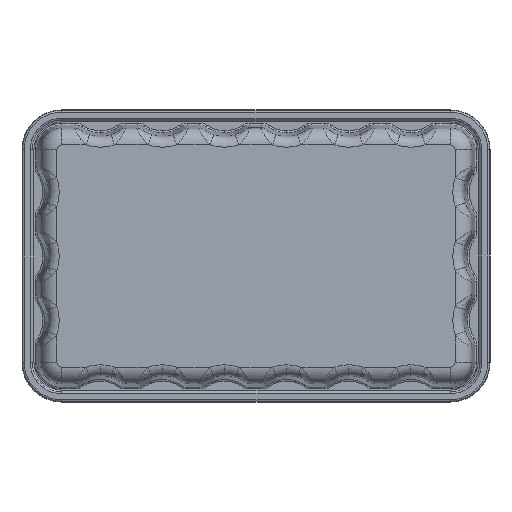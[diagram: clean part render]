
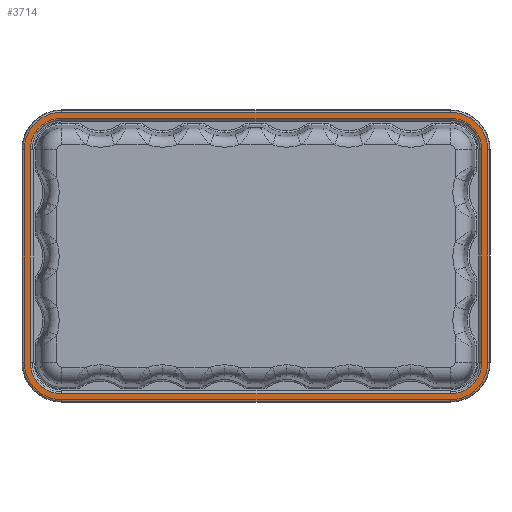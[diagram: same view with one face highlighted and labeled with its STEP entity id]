
A CAD part, front view. The second image highlights one B-rep face of the part: STEP entity #3714.
In plain terms, the highlighted planar face has unit normal (0, -1, 0).
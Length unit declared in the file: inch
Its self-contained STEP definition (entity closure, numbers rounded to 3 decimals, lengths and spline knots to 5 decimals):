
#3596 = VERTEX_POINT ( 'NONE', #10998 ) ;
#3598 = EDGE_CURVE ( 'NONE', #3596, #10700, #10996, .T. ) ;
#3621 = VERTEX_POINT ( 'NONE', #11021 ) ;
#3627 = EDGE_CURVE ( 'NONE', #3621, #10739, #11015, .T. ) ;
#3632 = VERTEX_POINT ( 'NONE', #11064 ) ;
#3634 = EDGE_CURVE ( 'NONE', #3632, #3596, #11063, .T. ) ;
#3641 = VERTEX_POINT ( 'NONE', #11048 ) ;
#3658 = VERTEX_POINT ( 'NONE', #11077 ) ;
#3664 = EDGE_CURVE ( 'NONE', #3658, #3621, #11131, .T. ) ;
#3673 = EDGE_CURVE ( 'NONE', #3698, #3632, #11116, .T. ) ;
#3680 = VERTEX_POINT ( 'NONE', #11168 ) ;
#3698 = VERTEX_POINT ( 'NONE', #11201 ) ;
#3702 = EDGE_CURVE ( 'NONE', #3641, #3658, #11196, .T. ) ;
#3710 = ORIENTED_EDGE ( 'NONE', *, *, #3673, .F. ) ;
#3714 = ADVANCED_FACE ( 'NONE', ( #11228, #11227 ), #11226, .F. ) ;
#3715 = ORIENTED_EDGE ( 'NONE', *, *, #3716, .F. ) ;
#3716 = EDGE_CURVE ( 'NONE', #3680, #10482, #11221, .T. ) ;
#3717 = ORIENTED_EDGE ( 'NONE', *, *, #3738, .T. ) ;
#3718 = ORIENTED_EDGE ( 'NONE', *, *, #3702, .T. ) ;
#3719 = ORIENTED_EDGE ( 'NONE', *, *, #3664, .T. ) ;
#3720 = ORIENTED_EDGE ( 'NONE', *, *, #3627, .T. ) ;
#3721 = ORIENTED_EDGE ( 'NONE', *, *, #10750, .T. ) ;
#3722 = ORIENTED_EDGE ( 'NONE', *, *, #10630, .T. ) ;
#3723 = ORIENTED_EDGE ( 'NONE', *, *, #10569, .T. ) ;
#3733 = EDGE_CURVE ( 'NONE', #3698, #10500, #11212, .T. ) ;
#3735 = EDGE_LOOP ( 'NONE', ( #3715, #3717, #3718, #3719, #3720, #3721, #3722, #3723 ) ) ;
#3738 = EDGE_CURVE ( 'NONE', #3680, #3641, #11203, .T. ) ;
#3781 = EDGE_CURVE ( 'NONE', #10625, #10659, #11298, .T. ) ;
#3782 = EDGE_LOOP ( 'NONE', ( #3783, #3784, #3785, #3786, #3787, #3788, #3789, #3710 ) ) ;
#3783 = ORIENTED_EDGE ( 'NONE', *, *, #3733, .T. ) ;
#3784 = ORIENTED_EDGE ( 'NONE', *, *, #10499, .F. ) ;
#3785 = ORIENTED_EDGE ( 'NONE', *, *, #10663, .F. ) ;
#3786 = ORIENTED_EDGE ( 'NONE', *, *, #3781, .F. ) ;
#3787 = ORIENTED_EDGE ( 'NONE', *, *, #10703, .F. ) ;
#3788 = ORIENTED_EDGE ( 'NONE', *, *, #3598, .F. ) ;
#3789 = ORIENTED_EDGE ( 'NONE', *, *, #3634, .F. ) ;
#6640 = CIRCLE ( 'NONE', #6680, 0.55605 ) ;
#6641 = CARTESIAN_POINT ( 'NONE',  ( -2.901, -0.145, -2.14455 ) ) ;
#6676 = CARTESIAN_POINT ( 'NONE',  ( -3.45705, -0.145, -1.5885 ) ) ;
#6677 = DIRECTION ( 'NONE',  ( 0., 0., 1. ) ) ;
#6678 = DIRECTION ( 'NONE',  ( 0., 1., 0. ) ) ;
#6679 = CARTESIAN_POINT ( 'NONE',  ( -2.901, -0.145, -1.5885 ) ) ;
#6680 = AXIS2_PLACEMENT_3D ( 'NONE', #6679, #6678, #6677 ) ;
#8392 = CARTESIAN_POINT ( 'NONE',  ( -3.3665, -0.145, -1.5885 ) ) ;
#8825 = CARTESIAN_POINT ( 'NONE',  ( -2.901, -0.145, -1.5885 ) ) ;
#8879 = DIRECTION ( 'NONE',  ( 0., 0., 1. ) ) ;
#8880 = DIRECTION ( 'NONE',  ( 0., 1., 0. ) ) ;
#8881 = AXIS2_PLACEMENT_3D ( 'NONE', #8825, #8880, #8879 ) ;
#8882 = CIRCLE ( 'NONE', #8881, 0.4655 ) ;
#8904 = CARTESIAN_POINT ( 'NONE',  ( -2.901, -0.145, -2.054 ) ) ;
#8936 = DIRECTION ( 'NONE',  ( -1., 0., 0. ) ) ;
#8937 = VECTOR ( 'NONE', #8936, 39.37008 ) ;
#8938 = CARTESIAN_POINT ( 'NONE',  ( 2.901, -0.145, -2.054 ) ) ;
#8939 = LINE ( 'NONE', #8938, #8937 ) ;
#8940 = CARTESIAN_POINT ( 'NONE',  ( 3.45705, -0.145, -1.5885 ) ) ;
#8964 = CARTESIAN_POINT ( 'NONE',  ( 2.901, -0.145, -2.054 ) ) ;
#8978 = DIRECTION ( 'NONE',  ( -1., 0., 0. ) ) ;
#8979 = VECTOR ( 'NONE', #8978, 39.37008 ) ;
#8980 = CARTESIAN_POINT ( 'NONE',  ( 2.901, -0.145, -2.14455 ) ) ;
#8981 = LINE ( 'NONE', #8980, #8979 ) ;
#8982 = CARTESIAN_POINT ( 'NONE',  ( 2.901, -0.145, -2.14455 ) ) ;
#9000 = DIRECTION ( 'NONE',  ( 0., 0., -1. ) ) ;
#9001 = VECTOR ( 'NONE', #9000, 39.37008 ) ;
#9002 = CARTESIAN_POINT ( 'NONE',  ( 3.45705, -0.145, 1.5885 ) ) ;
#9003 = LINE ( 'NONE', #9002, #9001 ) ;
#9004 = CARTESIAN_POINT ( 'NONE',  ( 3.45705, -0.145, 1.5885 ) ) ;
#9710 = DIRECTION ( 'NONE',  ( 0., 0., 1. ) ) ;
#9712 = DIRECTION ( 'NONE',  ( 0., 1., 0. ) ) ;
#9714 = AXIS2_PLACEMENT_3D ( 'NONE', #9729, #9712, #9710 ) ;
#9716 = CIRCLE ( 'NONE', #9714, 0.4655 ) ;
#9729 = CARTESIAN_POINT ( 'NONE',  ( 2.901, -0.145, -1.5885 ) ) ;
#9735 = CARTESIAN_POINT ( 'NONE',  ( 3.3665, -0.145, -1.5885 ) ) ;
#10482 = VERTEX_POINT ( 'NONE', #8392 ) ;
#10497 = VERTEX_POINT ( 'NONE', #6641 ) ;
#10499 = EDGE_CURVE ( 'NONE', #10497, #10500, #6640, .T. ) ;
#10500 = VERTEX_POINT ( 'NONE', #6676 ) ;
#10569 = EDGE_CURVE ( 'NONE', #10600, #10482, #8882, .T. ) ;
#10600 = VERTEX_POINT ( 'NONE', #8904 ) ;
#10625 = VERTEX_POINT ( 'NONE', #8940 ) ;
#10630 = EDGE_CURVE ( 'NONE', #10677, #10600, #8939, .T. ) ;
#10659 = VERTEX_POINT ( 'NONE', #8982 ) ;
#10663 = EDGE_CURVE ( 'NONE', #10659, #10497, #8981, .T. ) ;
#10677 = VERTEX_POINT ( 'NONE', #8964 ) ;
#10700 = VERTEX_POINT ( 'NONE', #9004 ) ;
#10703 = EDGE_CURVE ( 'NONE', #10700, #10625, #9003, .T. ) ;
#10739 = VERTEX_POINT ( 'NONE', #9735 ) ;
#10750 = EDGE_CURVE ( 'NONE', #10739, #10677, #9716, .T. ) ;
#10992 = DIRECTION ( 'NONE',  ( 0., 0., 1. ) ) ;
#10993 = DIRECTION ( 'NONE',  ( 0., 1., 0. ) ) ;
#10994 = CARTESIAN_POINT ( 'NONE',  ( 2.901, -0.145, 1.5885 ) ) ;
#10995 = AXIS2_PLACEMENT_3D ( 'NONE', #10994, #10993, #10992 ) ;
#10996 = CIRCLE ( 'NONE', #10995, 0.55605 ) ;
#10998 = CARTESIAN_POINT ( 'NONE',  ( 2.901, -0.145, 2.14455 ) ) ;
#11012 = DIRECTION ( 'NONE',  ( 0., 0., -1. ) ) ;
#11013 = VECTOR ( 'NONE', #11012, 39.37008 ) ;
#11014 = CARTESIAN_POINT ( 'NONE',  ( 3.3665, -0.145, 1.5885 ) ) ;
#11015 = LINE ( 'NONE', #11014, #11013 ) ;
#11021 = CARTESIAN_POINT ( 'NONE',  ( 3.3665, -0.145, 1.5885 ) ) ;
#11048 = CARTESIAN_POINT ( 'NONE',  ( -2.901, -0.145, 2.054 ) ) ;
#11060 = DIRECTION ( 'NONE',  ( 1., 0., 0. ) ) ;
#11061 = VECTOR ( 'NONE', #11060, 39.37008 ) ;
#11062 = CARTESIAN_POINT ( 'NONE',  ( -2.901, -0.145, 2.14455 ) ) ;
#11063 = LINE ( 'NONE', #11062, #11061 ) ;
#11064 = CARTESIAN_POINT ( 'NONE',  ( -2.901, -0.145, 2.14455 ) ) ;
#11075 = CARTESIAN_POINT ( 'NONE',  ( 2.901, -0.145, 1.5885 ) ) ;
#11077 = CARTESIAN_POINT ( 'NONE',  ( 2.901, -0.145, 2.054 ) ) ;
#11112 = DIRECTION ( 'NONE',  ( 0., 0., 1. ) ) ;
#11113 = DIRECTION ( 'NONE',  ( 0., 1., 0. ) ) ;
#11114 = CARTESIAN_POINT ( 'NONE',  ( -2.901, -0.145, 1.5885 ) ) ;
#11115 = AXIS2_PLACEMENT_3D ( 'NONE', #11114, #11113, #11112 ) ;
#11116 = CIRCLE ( 'NONE', #11115, 0.55605 ) ;
#11128 = DIRECTION ( 'NONE',  ( 0., 0., 1. ) ) ;
#11129 = DIRECTION ( 'NONE',  ( 0., 1., 0. ) ) ;
#11130 = AXIS2_PLACEMENT_3D ( 'NONE', #11075, #11129, #11128 ) ;
#11131 = CIRCLE ( 'NONE', #11130, 0.4655 ) ;
#11168 = CARTESIAN_POINT ( 'NONE',  ( -3.3665, -0.145, 1.5885 ) ) ;
#11193 = DIRECTION ( 'NONE',  ( 1., 0., 0. ) ) ;
#11194 = VECTOR ( 'NONE', #11193, 39.37008 ) ;
#11195 = CARTESIAN_POINT ( 'NONE',  ( -2.901, -0.145, 2.054 ) ) ;
#11196 = LINE ( 'NONE', #11195, #11194 ) ;
#11201 = CARTESIAN_POINT ( 'NONE',  ( -3.45705, -0.145, 1.5885 ) ) ;
#11202 = AXIS2_PLACEMENT_3D ( 'NONE', #11266, #11265, #11264 ) ;
#11203 = CIRCLE ( 'NONE', #11202, 0.4655 ) ;
#11204 = DIRECTION ( 'NONE',  ( 0., 0., -1. ) ) ;
#11205 = VECTOR ( 'NONE', #11204, 39.37008 ) ;
#11206 = CARTESIAN_POINT ( 'NONE',  ( -3.45705, -0.145, 1.5885 ) ) ;
#11212 = LINE ( 'NONE', #11206, #11205 ) ;
#11218 = DIRECTION ( 'NONE',  ( 0., 0., -1. ) ) ;
#11219 = VECTOR ( 'NONE', #11218, 39.37008 ) ;
#11220 = CARTESIAN_POINT ( 'NONE',  ( -3.3665, -0.145, 1.5885 ) ) ;
#11221 = LINE ( 'NONE', #11220, #11219 ) ;
#11222 = DIRECTION ( 'NONE',  ( -1., 0., 0. ) ) ;
#11223 = DIRECTION ( 'NONE',  ( 0., 1., 0. ) ) ;
#11224 = CARTESIAN_POINT ( 'NONE',  ( -3.45705, -0.145, 1.5885 ) ) ;
#11225 = AXIS2_PLACEMENT_3D ( 'NONE', #11224, #11223, #11222 ) ;
#11226 = PLANE ( 'NONE',  #11225 ) ;
#11227 = FACE_OUTER_BOUND ( 'NONE', #3782, .T. ) ;
#11228 = FACE_BOUND ( 'NONE', #3735, .T. ) ;
#11264 = DIRECTION ( 'NONE',  ( 0., 0., 1. ) ) ;
#11265 = DIRECTION ( 'NONE',  ( 0., 1., 0. ) ) ;
#11266 = CARTESIAN_POINT ( 'NONE',  ( -2.901, -0.145, 1.5885 ) ) ;
#11297 = AXIS2_PLACEMENT_3D ( 'NONE', #11389, #11388, #11387 ) ;
#11298 = CIRCLE ( 'NONE', #11297, 0.55605 ) ;
#11387 = DIRECTION ( 'NONE',  ( 0., 0., 1. ) ) ;
#11388 = DIRECTION ( 'NONE',  ( 0., 1., 0. ) ) ;
#11389 = CARTESIAN_POINT ( 'NONE',  ( 2.901, -0.145, -1.5885 ) ) ;
